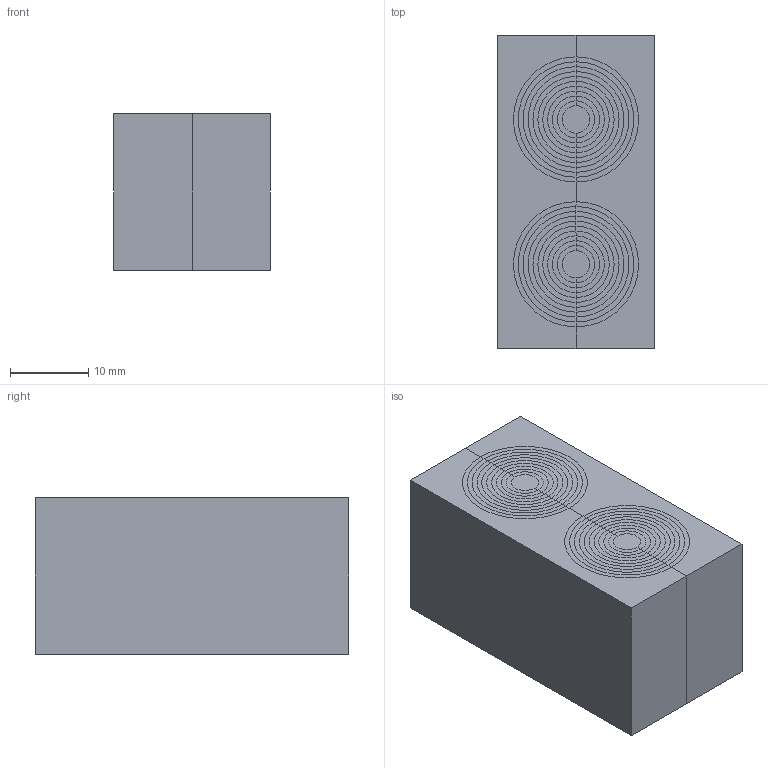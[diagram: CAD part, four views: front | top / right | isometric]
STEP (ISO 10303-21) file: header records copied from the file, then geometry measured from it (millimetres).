
FILE_DESCRIPTION(/* description */ (''),/* implementation_level */ '2;1');
FILE_NAME(/* name */ 'EM 20w40.stp',/* time_stamp */ '2024-10-10T15:07:56+02:00',/* author */ ('se-marfre'),/* organization */ (''),/* preprocessor_version */ 'ST-DEVELOPER v19.2',/* originating_system */ 'Autodesk Inventor 2023',/* authorisation */ '');
FILE_SCHEMA (('AUTOMOTIVE_DESIGN { 1 0 10303 214 3 1 1 }'));
Length unit declared in the file: millimetre
Products named in the file (1): EM 20w40
Bounding box: 20 x 40 x 20 mm (x, y, z)
Volume: 16000 mm3; surface area: 4000 mm2
Topology: 1 solids, 1 shells, 94 faces, 192 edges, 100 vertices
Faces by surface type: plane 94
Entity records: 2547 total; most frequent: DIRECTION 470, CARTESIAN_POINT 387, ORIENTED_EDGE 384, EDGE_CURVE 192, AXIS2_PLACEMENT_3D 183, LINE 104, VECTOR 104, VERTEX_POINT 100
